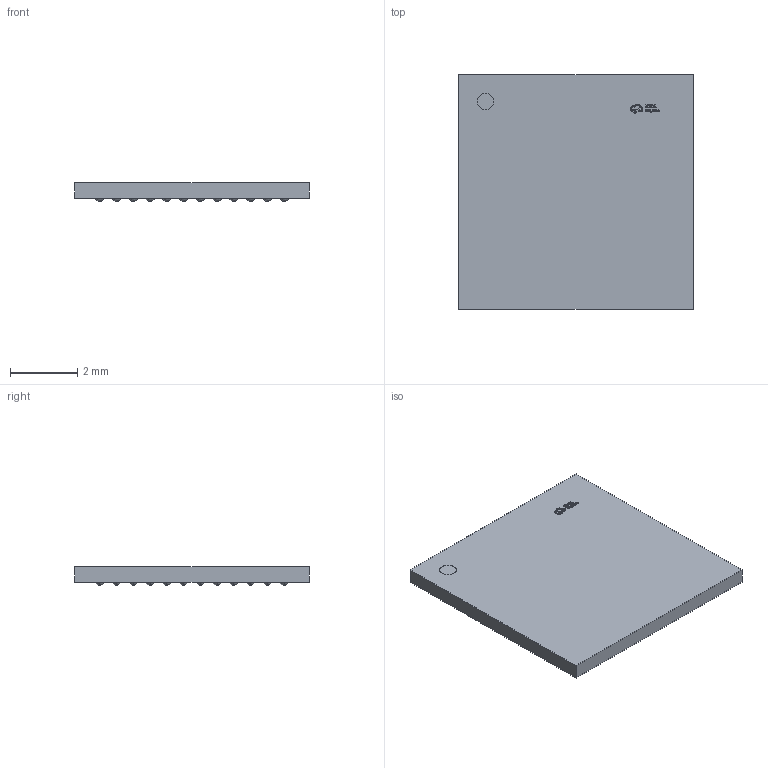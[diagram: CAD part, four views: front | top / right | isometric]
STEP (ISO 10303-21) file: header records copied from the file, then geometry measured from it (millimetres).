
FILE_DESCRIPTION (( 'STEP AP214' ), '1' );
FILE_NAME ('UFBGA-100_L7.0-W7.0-H0.6-P0.50-TL_STM32L072VBI6.step', '2022-06-22T15:30:31', ( '' ), ( '' ), 'SwSTEP 2.0', 'SolidWorks 2020', '' );
FILE_SCHEMA (( 'AUTOMOTIVE_DESIGN' ));
Length unit declared in the file: millimetre
Products named in the file (1): UFBGA-100_L7.0-W7.0-H0.6-P0.50-TL_STM32L072VBI6
Bounding box: 7 x 7 x 0.56 mm (x, y, z)
Volume: 22.4 mm3; surface area: 125.8 mm2
Topology: 101 solids, 101 shells, 592 faces, 1189 edges, 826 vertices
Faces by surface type: plane 278, sphere 200, bspline 112, cylinder 2
Entity records: 23708 total; most frequent: CARTESIAN_POINT 4712, ORIENTED_EDGE 2378, DIRECTION 2327, EDGE_CURVE 1189, AXIS2_PLACEMENT_3D 885, VERTEX_POINT 826, UNCERTAINTY_MEASURE_WITH_UNIT 638, SURFACE_STYLE_USAGE 637
